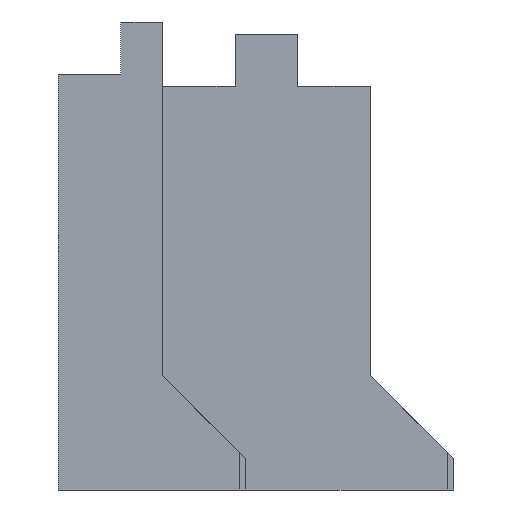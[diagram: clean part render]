
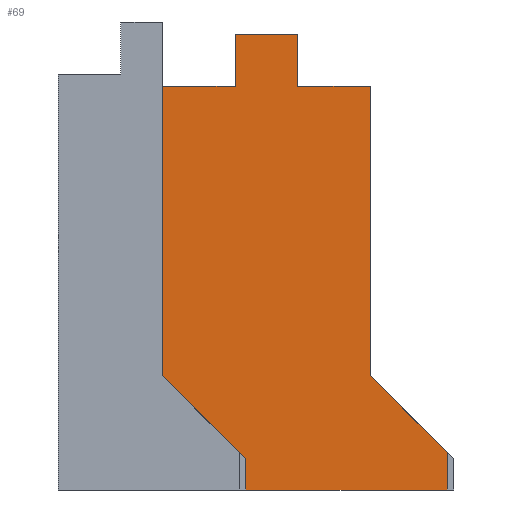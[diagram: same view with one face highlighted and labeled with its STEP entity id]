
A CAD part, left-side view. The second image highlights one B-rep face of the part: STEP entity #69.
In plain terms, the highlighted planar face has unit normal (-1, 0, 0).
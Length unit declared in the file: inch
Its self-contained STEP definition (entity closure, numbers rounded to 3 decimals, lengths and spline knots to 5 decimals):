
#46 = CARTESIAN_POINT ( 'NONE',  ( 0.5, -0.5, 1.94 ) ) ;
#48 = EDGE_CURVE ( 'NONE', #685, #455, #827, .T. ) ;
#66 = CARTESIAN_POINT ( 'NONE',  ( 0.5, -0.85, 2.19 ) ) ;
#69 = ADVANCED_FACE ( 'NONE', ( #648 ), #269, .F. ) ;
#75 = LINE ( 'NONE', #1855, #1264 ) ;
#100 = ORIENTED_EDGE ( 'NONE', *, *, #1880, .T. ) ;
#113 = CARTESIAN_POINT ( 'NONE',  ( 0.5, -0.5, 2. ) ) ;
#124 = VERTEX_POINT ( 'NONE', #558 ) ;
#127 = VERTEX_POINT ( 'NONE', #389 ) ;
#132 = ORIENTED_EDGE ( 'NONE', *, *, #1927, .T. ) ;
#145 = LINE ( 'NONE', #1697, #1334 ) ;
#148 = CARTESIAN_POINT ( 'NONE',  ( 0.5, -0.85, 1.94 ) ) ;
#168 = CARTESIAN_POINT ( 'NONE',  ( 0.5, -0.85, 2.19 ) ) ;
#171 = CARTESIAN_POINT ( 'NONE',  ( 0.5, -0.5, 2. ) ) ;
#251 = VERTEX_POINT ( 'NONE', #889 ) ;
#266 = VERTEX_POINT ( 'NONE', #575 ) ;
#269 = PLANE ( 'NONE',  #1924 ) ;
#285 = EDGE_CURVE ( 'NONE', #1024, #127, #957, .T. ) ;
#291 = CARTESIAN_POINT ( 'NONE',  ( 0.5, -1.15, 2.19 ) ) ;
#323 = VECTOR ( 'NONE', #1691, 39.37008 ) ;
#340 = CARTESIAN_POINT ( 'NONE',  ( 0.5, -1.5, 2. ) ) ;
#349 = EDGE_LOOP ( 'NONE', ( #562, #682, #966, #420, #100, #1701, #132, #1731, #671, #738 ) ) ;
#369 = VERTEX_POINT ( 'NONE', #168 ) ;
#378 = LINE ( 'NONE', #340, #1091 ) ;
#389 = CARTESIAN_POINT ( 'NONE',  ( 0.5, -1.87, 0. ) ) ;
#401 = VECTOR ( 'NONE', #877, 39.37008 ) ;
#420 = ORIENTED_EDGE ( 'NONE', *, *, #934, .F. ) ;
#455 = VERTEX_POINT ( 'NONE', #651 ) ;
#459 = LINE ( 'NONE', #66, #1213 ) ;
#500 = VECTOR ( 'NONE', #988, 39.37008 ) ;
#558 = CARTESIAN_POINT ( 'NONE',  ( 0.5, -1.87, 0.18 ) ) ;
#562 = ORIENTED_EDGE ( 'NONE', *, *, #1048, .F. ) ;
#567 = CARTESIAN_POINT ( 'NONE',  ( 0.5, -0.5, 0. ) ) ;
#575 = CARTESIAN_POINT ( 'NONE',  ( 0.5, -1.5, 1.94 ) ) ;
#612 = LINE ( 'NONE', #1949, #1383 ) ;
#625 = DIRECTION ( 'NONE',  ( 0., 0., 1. ) ) ;
#648 = FACE_OUTER_BOUND ( 'NONE', #349, .T. ) ;
#651 = CARTESIAN_POINT ( 'NONE',  ( 0.5, -1.15, 1.94 ) ) ;
#671 = ORIENTED_EDGE ( 'NONE', *, *, #765, .T. ) ;
#682 = ORIENTED_EDGE ( 'NONE', *, *, #1594, .F. ) ;
#685 = VERTEX_POINT ( 'NONE', #905 ) ;
#715 = DIRECTION ( 'NONE',  ( 0., -1., 0. ) ) ;
#738 = ORIENTED_EDGE ( 'NONE', *, *, #1930, .T. ) ;
#765 = EDGE_CURVE ( 'NONE', #127, #124, #75, .T. ) ;
#776 = VECTOR ( 'NONE', #1085, 39.37008 ) ;
#814 = CARTESIAN_POINT ( 'NONE',  ( 0.5, -0.5, 0. ) ) ;
#827 = LINE ( 'NONE', #291, #401 ) ;
#877 = DIRECTION ( 'NONE',  ( 0., 0., -1. ) ) ;
#889 = CARTESIAN_POINT ( 'NONE',  ( 0.5, -1.5, 0.55 ) ) ;
#905 = CARTESIAN_POINT ( 'NONE',  ( 0.5, -1.15, 2.19 ) ) ;
#934 = EDGE_CURVE ( 'NONE', #369, #685, #612, .T. ) ;
#944 = CARTESIAN_POINT ( 'NONE',  ( 0.5, -1.5, 1.94 ) ) ;
#957 = LINE ( 'NONE', #567, #500 ) ;
#966 = ORIENTED_EDGE ( 'NONE', *, *, #48, .F. ) ;
#988 = DIRECTION ( 'NONE',  ( 0., -1., 0. ) ) ;
#1024 = VERTEX_POINT ( 'NONE', #814 ) ;
#1048 = EDGE_CURVE ( 'NONE', #266, #251, #378, .T. ) ;
#1085 = DIRECTION ( 'NONE',  ( 0., 0., -1. ) ) ;
#1091 = VECTOR ( 'NONE', #2013, 39.37008 ) ;
#1142 = VERTEX_POINT ( 'NONE', #46 ) ;
#1163 = LINE ( 'NONE', #171, #776 ) ;
#1213 = VECTOR ( 'NONE', #1781, 39.37008 ) ;
#1243 = DIRECTION ( 'NONE',  ( 0., 0.707, 0.707 ) ) ;
#1264 = VECTOR ( 'NONE', #625, 39.37008 ) ;
#1285 = DIRECTION ( 'NONE',  ( 1., 0., 0. ) ) ;
#1334 = VECTOR ( 'NONE', #1568, 39.37008 ) ;
#1383 = VECTOR ( 'NONE', #715, 39.37008 ) ;
#1568 = DIRECTION ( 'NONE',  ( 0., -1., 0. ) ) ;
#1571 = CARTESIAN_POINT ( 'NONE',  ( 0.5, -1.5, 0.55 ) ) ;
#1580 = VECTOR ( 'NONE', #1243, 39.37008 ) ;
#1594 = EDGE_CURVE ( 'NONE', #455, #266, #145, .T. ) ;
#1691 = DIRECTION ( 'NONE',  ( 0., -1., 0. ) ) ;
#1697 = CARTESIAN_POINT ( 'NONE',  ( 0.5, -1.5, 1.94 ) ) ;
#1701 = ORIENTED_EDGE ( 'NONE', *, *, #1712, .F. ) ;
#1712 = EDGE_CURVE ( 'NONE', #1142, #1955, #1970, .T. ) ;
#1731 = ORIENTED_EDGE ( 'NONE', *, *, #285, .T. ) ;
#1781 = DIRECTION ( 'NONE',  ( 0., 0., -1. ) ) ;
#1804 = DIRECTION ( 'NONE',  ( 0., 1., 0. ) ) ;
#1855 = CARTESIAN_POINT ( 'NONE',  ( 0.5, -1.87, 2. ) ) ;
#1880 = EDGE_CURVE ( 'NONE', #369, #1955, #459, .T. ) ;
#1924 = AXIS2_PLACEMENT_3D ( 'NONE', #113, #1285, #1804 ) ;
#1927 = EDGE_CURVE ( 'NONE', #1142, #1024, #1163, .T. ) ;
#1930 = EDGE_CURVE ( 'NONE', #124, #251, #1990, .T. ) ;
#1949 = CARTESIAN_POINT ( 'NONE',  ( 0.5, -0.85, 2.19 ) ) ;
#1955 = VERTEX_POINT ( 'NONE', #148 ) ;
#1970 = LINE ( 'NONE', #944, #323 ) ;
#1990 = LINE ( 'NONE', #1571, #1580 ) ;
#2013 = DIRECTION ( 'NONE',  ( 0., 0., -1. ) ) ;
